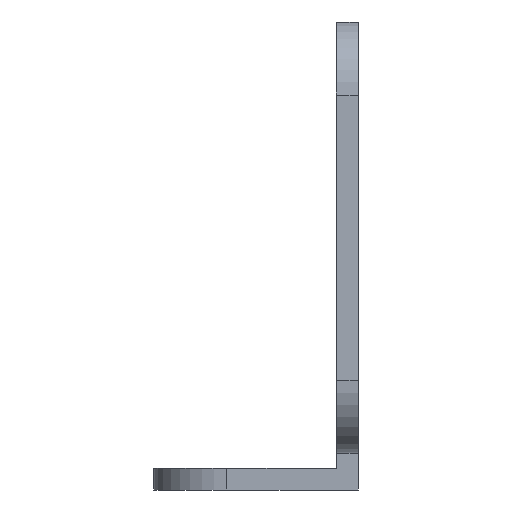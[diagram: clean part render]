
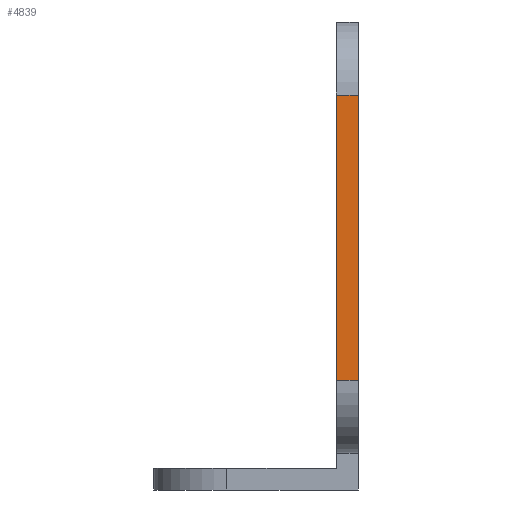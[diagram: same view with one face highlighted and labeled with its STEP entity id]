
A CAD part, left-side view. The second image highlights one B-rep face of the part: STEP entity #4839.
In plain terms, the highlighted planar face has unit normal (-1, 0, 0).
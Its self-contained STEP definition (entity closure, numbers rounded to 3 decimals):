
#314 = EDGE_CURVE ( 'NONE', #3700, #5141, #4110, .T. ) ;
#381 = DIRECTION ( 'NONE',  ( 0., -1., 0. ) ) ;
#409 = DIRECTION ( 'NONE',  ( 0., 1., 0. ) ) ;
#426 = ORIENTED_EDGE ( 'NONE', *, *, #314, .T. ) ;
#447 = CARTESIAN_POINT ( 'NONE',  ( -110., -7., 1.5 ) ) ;
#473 = VERTEX_POINT ( 'NONE', #4495 ) ;
#766 = ORIENTED_EDGE ( 'NONE', *, *, #4117, .T. ) ;
#992 = CARTESIAN_POINT ( 'NONE',  ( -110., -5.5, 27. ) ) ;
#1067 = VECTOR ( 'NONE', #2323, 1000. ) ;
#1275 = EDGE_CURVE ( 'NONE', #5141, #473, #3572, .T. ) ;
#1319 = ORIENTED_EDGE ( 'NONE', *, *, #1275, .T. ) ;
#1505 = CARTESIAN_POINT ( 'NONE',  ( -110., -7., 7.5 ) ) ;
#1514 = VECTOR ( 'NONE', #381, 1000. ) ;
#1628 = CARTESIAN_POINT ( 'NONE',  ( -110., -7., 27. ) ) ;
#2042 = CARTESIAN_POINT ( 'NONE',  ( -110., -7., 7.5 ) ) ;
#2100 = VECTOR ( 'NONE', #409, 1000. ) ;
#2107 = DIRECTION ( 'NONE',  ( 0., 0., -1. ) ) ;
#2296 = LINE ( 'NONE', #4456, #1067 ) ;
#2323 = DIRECTION ( 'NONE',  ( 0., 0., -1. ) ) ;
#2824 = LINE ( 'NONE', #2042, #1514 ) ;
#3297 = DIRECTION ( 'NONE',  ( 0., 0., -1. ) ) ;
#3572 = LINE ( 'NONE', #5251, #4414 ) ;
#3700 = VERTEX_POINT ( 'NONE', #5185 ) ;
#3950 = AXIS2_PLACEMENT_3D ( 'NONE', #447, #5050, #2107 ) ;
#4110 = LINE ( 'NONE', #1628, #2100 ) ;
#4117 = EDGE_CURVE ( 'NONE', #473, #4226, #2824, .T. ) ;
#4183 = PLANE ( 'NONE',  #3950 ) ;
#4226 = VERTEX_POINT ( 'NONE', #1505 ) ;
#4414 = VECTOR ( 'NONE', #3297, 1000. ) ;
#4456 = CARTESIAN_POINT ( 'NONE',  ( -110., -7., 1.5 ) ) ;
#4495 = CARTESIAN_POINT ( 'NONE',  ( -110., -5.5, 7.5 ) ) ;
#4634 = ORIENTED_EDGE ( 'NONE', *, *, #5286, .F. ) ;
#4839 = ADVANCED_FACE ( 'NONE', ( #5409 ), #4183, .F. ) ;
#5050 = DIRECTION ( 'NONE',  ( 1., 0., 0. ) ) ;
#5141 = VERTEX_POINT ( 'NONE', #992 ) ;
#5184 = EDGE_LOOP ( 'NONE', ( #1319, #766, #4634, #426 ) ) ;
#5185 = CARTESIAN_POINT ( 'NONE',  ( -110., -7., 27. ) ) ;
#5251 = CARTESIAN_POINT ( 'NONE',  ( -110., -5.5, 32. ) ) ;
#5286 = EDGE_CURVE ( 'NONE', #3700, #4226, #2296, .T. ) ;
#5409 = FACE_OUTER_BOUND ( 'NONE', #5184, .T. ) ;
